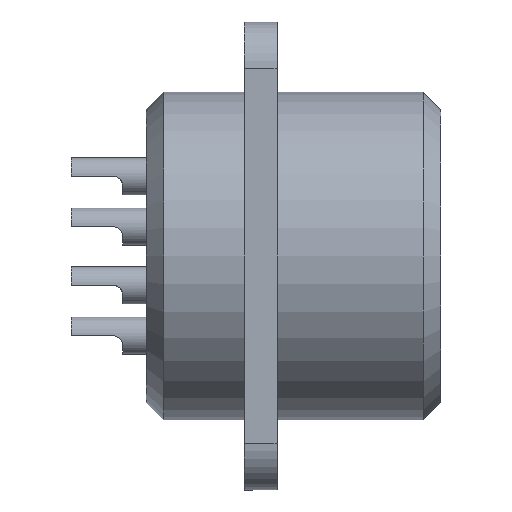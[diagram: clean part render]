
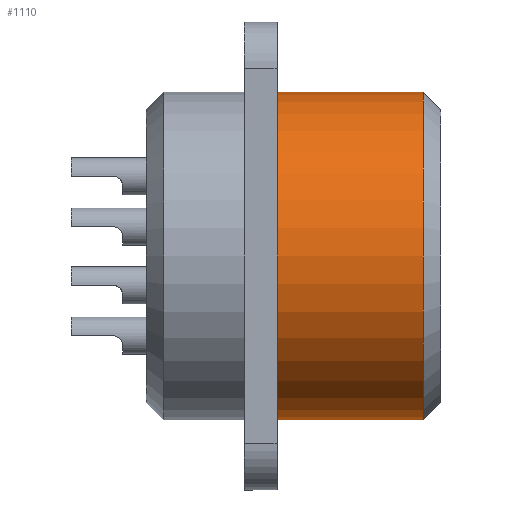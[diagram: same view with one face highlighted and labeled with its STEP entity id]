
A CAD part, left-side view. The second image highlights one B-rep face of the part: STEP entity #1110.
In plain terms, the highlighted cylindrical face has radius 7 mm (diameter 14 mm), a partial arc.
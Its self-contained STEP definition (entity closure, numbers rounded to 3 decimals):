
#45 = DIRECTION ( 'NONE',  ( 1., 0., 0. ) ) ;
#75 = LINE ( 'NONE', #2041, #6334 ) ;
#198 = ORIENTED_EDGE ( 'NONE', *, *, #3376, .F. ) ;
#372 = CARTESIAN_POINT ( 'NONE',  ( 10., -6.25, -3. ) ) ;
#408 = EDGE_CURVE ( 'NONE', #1763, #1685, #5457, .T. ) ;
#443 = DIRECTION ( 'NONE',  ( 0., -1., 0. ) ) ;
#643 = DIRECTION ( 'NONE',  ( 0., 1., 0. ) ) ;
#866 = ORIENTED_EDGE ( 'NONE', *, *, #408, .T. ) ;
#1110 = ADVANCED_FACE ( 'NONE', ( #6172 ), #3546, .T. ) ;
#1172 = CARTESIAN_POINT ( 'NONE',  ( 10., -6.25, -10. ) ) ;
#1685 = VERTEX_POINT ( 'NONE', #3717 ) ;
#1763 = VERTEX_POINT ( 'NONE', #372 ) ;
#1994 = EDGE_LOOP ( 'NONE', ( #4188, #198, #866, #2759 ) ) ;
#2041 = CARTESIAN_POINT ( 'NONE',  ( 10., -6.25, -17. ) ) ;
#2571 = DIRECTION ( 'NONE',  ( 0., -1., 0. ) ) ;
#2575 = VERTEX_POINT ( 'NONE', #4622 ) ;
#2592 = CIRCLE ( 'NONE', #6181, 7. ) ;
#2759 = ORIENTED_EDGE ( 'NONE', *, *, #5230, .T. ) ;
#3288 = CARTESIAN_POINT ( 'NONE',  ( 10., -6.25, -3. ) ) ;
#3322 = AXIS2_PLACEMENT_3D ( 'NONE', #5543, #2571, #5477 ) ;
#3376 = EDGE_CURVE ( 'NONE', #1763, #5958, #2592, .T. ) ;
#3417 = CARTESIAN_POINT ( 'NONE',  ( 10., -6.25, -10. ) ) ;
#3546 = CYLINDRICAL_SURFACE ( 'NONE', #5165, 7. ) ;
#3592 = DIRECTION ( 'NONE',  ( 0., 0., 1. ) ) ;
#3680 = VECTOR ( 'NONE', #5312, 1000. ) ;
#3717 = CARTESIAN_POINT ( 'NONE',  ( 10., 0., -3. ) ) ;
#4188 = ORIENTED_EDGE ( 'NONE', *, *, #4756, .F. ) ;
#4257 = CARTESIAN_POINT ( 'NONE',  ( 10., -6.25, -17. ) ) ;
#4466 = DIRECTION ( 'NONE',  ( 0., 1., 0. ) ) ;
#4622 = CARTESIAN_POINT ( 'NONE',  ( 10., 0., -17. ) ) ;
#4756 = EDGE_CURVE ( 'NONE', #5958, #2575, #75, .T. ) ;
#5165 = AXIS2_PLACEMENT_3D ( 'NONE', #1172, #643, #3592 ) ;
#5230 = EDGE_CURVE ( 'NONE', #1685, #2575, #6066, .T. ) ;
#5312 = DIRECTION ( 'NONE',  ( 0., 1., 0. ) ) ;
#5457 = LINE ( 'NONE', #3288, #3680 ) ;
#5477 = DIRECTION ( 'NONE',  ( 0., 0., 1. ) ) ;
#5543 = CARTESIAN_POINT ( 'NONE',  ( 10., 0., -10. ) ) ;
#5958 = VERTEX_POINT ( 'NONE', #4257 ) ;
#6066 = CIRCLE ( 'NONE', #3322, 7. ) ;
#6172 = FACE_OUTER_BOUND ( 'NONE', #1994, .T. ) ;
#6181 = AXIS2_PLACEMENT_3D ( 'NONE', #3417, #443, #45 ) ;
#6334 = VECTOR ( 'NONE', #4466, 1000. ) ;
